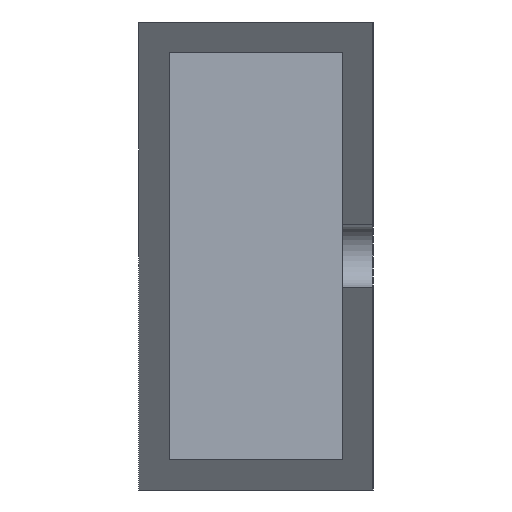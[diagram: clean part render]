
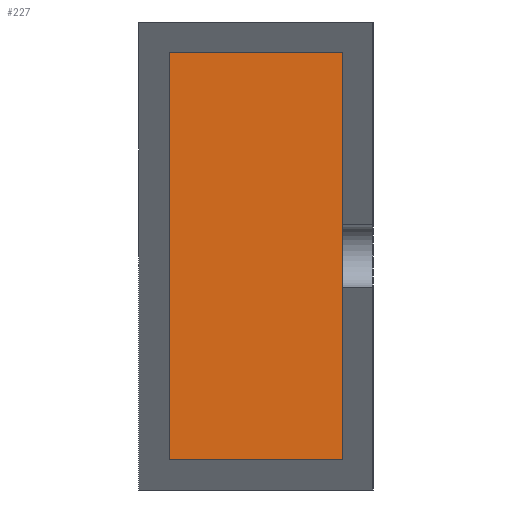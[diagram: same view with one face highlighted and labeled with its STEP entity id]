
A CAD part, left-side view. The second image highlights one B-rep face of the part: STEP entity #227.
In plain terms, the highlighted planar face has unit normal (-1, 0, 0).
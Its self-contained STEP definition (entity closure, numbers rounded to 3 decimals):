
#167 = EDGE_CURVE ( 'NONE', #390, #562, #334, .T. ) ;
#168 = LINE ( 'NONE', #488, #182 ) ;
#182 = VECTOR ( 'NONE', #470, 1000. ) ;
#227 = ADVANCED_FACE ( 'NONE', ( #286 ), #737, .T. ) ;
#257 = CARTESIAN_POINT ( 'NONE',  ( -50., 17.4, 17.4 ) ) ;
#262 = DIRECTION ( 'NONE',  ( 0., 0., 1. ) ) ;
#286 = FACE_OUTER_BOUND ( 'NONE', #478, .T. ) ;
#313 = EDGE_CURVE ( 'NONE', #562, #673, #168, .T. ) ;
#323 = VECTOR ( 'NONE', #1022, 1000. ) ;
#334 = LINE ( 'NONE', #257, #323 ) ;
#342 = VERTEX_POINT ( 'NONE', #583 ) ;
#390 = VERTEX_POINT ( 'NONE', #809 ) ;
#413 = CARTESIAN_POINT ( 'NONE',  ( -50., 2.6, 17.4 ) ) ;
#448 = VECTOR ( 'NONE', #990, 1000. ) ;
#458 = CARTESIAN_POINT ( 'NONE',  ( -50., 0., 0. ) ) ;
#467 = CARTESIAN_POINT ( 'NONE',  ( -50., 2.6, -17.4 ) ) ;
#470 = DIRECTION ( 'NONE',  ( 0., -1., 0. ) ) ;
#478 = EDGE_LOOP ( 'NONE', ( #612, #623, #624, #636 ) ) ;
#488 = CARTESIAN_POINT ( 'NONE',  ( -50., 17.4, -17.4 ) ) ;
#540 = LINE ( 'NONE', #413, #918 ) ;
#544 = DIRECTION ( 'NONE',  ( -1., 0., 0. ) ) ;
#562 = VERTEX_POINT ( 'NONE', #906 ) ;
#583 = CARTESIAN_POINT ( 'NONE',  ( -50., 2.6, 17.4 ) ) ;
#612 = ORIENTED_EDGE ( 'NONE', *, *, #313, .T. ) ;
#619 = AXIS2_PLACEMENT_3D ( 'NONE', #458, #544, #262 ) ;
#623 = ORIENTED_EDGE ( 'NONE', *, *, #935, .T. ) ;
#624 = ORIENTED_EDGE ( 'NONE', *, *, #860, .T. ) ;
#636 = ORIENTED_EDGE ( 'NONE', *, *, #167, .T. ) ;
#673 = VERTEX_POINT ( 'NONE', #467 ) ;
#698 = LINE ( 'NONE', #759, #448 ) ;
#737 = PLANE ( 'NONE',  #619 ) ;
#759 = CARTESIAN_POINT ( 'NONE',  ( -50., 2.6, -17.4 ) ) ;
#809 = CARTESIAN_POINT ( 'NONE',  ( -50., 17.4, 17.4 ) ) ;
#860 = EDGE_CURVE ( 'NONE', #342, #390, #540, .T. ) ;
#906 = CARTESIAN_POINT ( 'NONE',  ( -50., 17.4, -17.4 ) ) ;
#918 = VECTOR ( 'NONE', #924, 1000. ) ;
#924 = DIRECTION ( 'NONE',  ( 0., 1., 0. ) ) ;
#935 = EDGE_CURVE ( 'NONE', #673, #342, #698, .T. ) ;
#990 = DIRECTION ( 'NONE',  ( 0., 0., 1. ) ) ;
#1022 = DIRECTION ( 'NONE',  ( 0., 0., -1. ) ) ;
